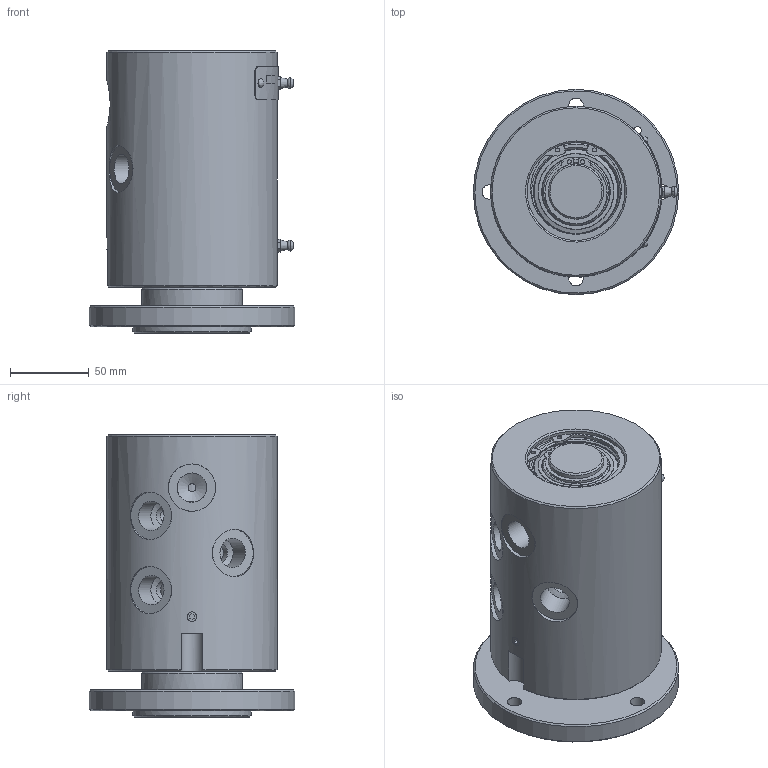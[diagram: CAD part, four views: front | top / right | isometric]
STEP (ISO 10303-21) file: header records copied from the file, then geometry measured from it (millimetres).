
FILE_DESCRIPTION (( 'STEP AP214' ), '1' );
FILE_NAME ('TUR-G3V-120ACQ.STEP', '2016-08-19T13:17:49', ( '' ), ( '' ), 'SwSTEP 2.0', 'SolidWorks 2016', '' );
FILE_SCHEMA (( 'AUTOMOTIVE_DESIGN' ));
Length unit declared in the file: millimetre
Products named in the file (1): TUR-G3V-120ACQ
Bounding box: 130 x 130 x 178.9 mm (x, y, z)
Volume: 1401731.9 mm3; surface area: 202013.9 mm2
Topology: 2 solids, 2 shells, 383 faces, 1030 edges, 729 vertices
Faces by surface type: plane 144, cylinder 135, bspline 54, cone 49, torus 1
Full cylindrical faces by diameter (mm): 2.5 x4, 3 x4, 5 x4, 6 x1, 9 x5, 12.5 x6, 13 x3, 14 x3, 18 x3, 18.63 x4, 30 x4, 33 x1, 35 x2, 43 x2, 43.46 x1, 48 x1, 49 x3, 50 x5, 50.1 x10, 52 x1, 54 x4, 55 x1, 57.5 x6, 59 x3, 62 x1, 63.8 x1, 65 x4, 65.453 x1, 75 x1, 80 x3
Entity records: 41419 total; most frequent: CARTESIAN_POINT 30953, ORIENTED_EDGE 1678, DIRECTION 958, EDGE_CURVE 839, VERTEX_POINT 691, EDGE_LOOP 672, B_SPLINE_CURVE_WITH_KNOTS 594, FACE_OUTER_BOUND 484
